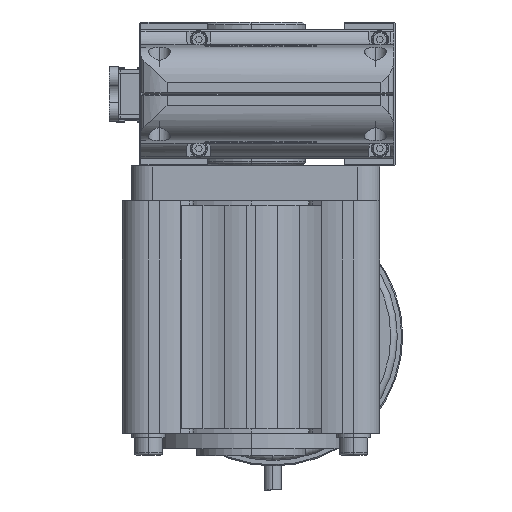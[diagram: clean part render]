
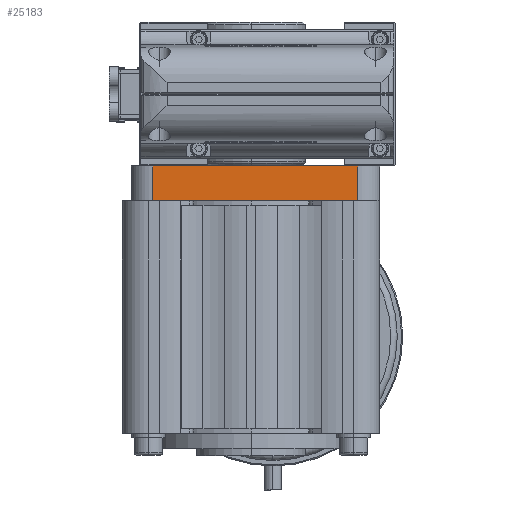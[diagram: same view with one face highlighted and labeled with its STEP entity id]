
A CAD part, left-side view. The second image highlights one B-rep face of the part: STEP entity #25183.
In plain terms, the highlighted planar face has unit normal (-1, 0, 0).
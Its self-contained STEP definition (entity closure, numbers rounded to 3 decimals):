
#290 = LINE ( 'NONE', #54774, #15327 ) ;
#1101 = EDGE_CURVE ( 'NONE', #44235, #32848, #290, .T. ) ;
#1805 = CARTESIAN_POINT ( 'NONE',  ( -73.76, 111., -33. ) ) ;
#1812 = EDGE_CURVE ( 'NONE', #53330, #32848, #38733, .T. ) ;
#1907 = ORIENTED_EDGE ( 'NONE', *, *, #59140, .T. ) ;
#3874 = EDGE_LOOP ( 'NONE', ( #42565, #29166, #1907, #30495 ) ) ;
#5045 = DIRECTION ( 'NONE',  ( 0., 1., 0. ) ) ;
#9248 = AXIS2_PLACEMENT_3D ( 'NONE', #53778, #48042, #5045 ) ;
#11497 = DIRECTION ( 'NONE',  ( 0., 0., -1. ) ) ;
#15327 = VECTOR ( 'NONE', #33263, 1000. ) ;
#15906 = CARTESIAN_POINT ( 'NONE',  ( -73.76, 111., -49. ) ) ;
#21155 = LINE ( 'NONE', #37602, #70596 ) ;
#25183 = ADVANCED_FACE ( 'NONE', ( #54483 ), #25848, .T. ) ;
#25848 = PLANE ( 'NONE',  #9248 ) ;
#29166 = ORIENTED_EDGE ( 'NONE', *, *, #42231, .F. ) ;
#30306 = VECTOR ( 'NONE', #11497, 1000. ) ;
#30495 = ORIENTED_EDGE ( 'NONE', *, *, #1812, .T. ) ;
#31394 = VECTOR ( 'NONE', #42860, 1000. ) ;
#32848 = VERTEX_POINT ( 'NONE', #15906 ) ;
#33263 = DIRECTION ( 'NONE',  ( 0., 1., 0. ) ) ;
#34130 = LINE ( 'NONE', #60676, #31394 ) ;
#37602 = CARTESIAN_POINT ( 'NONE',  ( -73.76, 17., -33. ) ) ;
#38057 = CARTESIAN_POINT ( 'NONE',  ( -73.76, 17., -49. ) ) ;
#38733 = LINE ( 'NONE', #1805, #30306 ) ;
#39709 = VERTEX_POINT ( 'NONE', #54684 ) ;
#42231 = EDGE_CURVE ( 'NONE', #39709, #44235, #34130, .T. ) ;
#42533 = CARTESIAN_POINT ( 'NONE',  ( -73.76, 111., -33. ) ) ;
#42565 = ORIENTED_EDGE ( 'NONE', *, *, #1101, .F. ) ;
#42860 = DIRECTION ( 'NONE',  ( 0., 0., -1. ) ) ;
#44235 = VERTEX_POINT ( 'NONE', #38057 ) ;
#48042 = DIRECTION ( 'NONE',  ( -1., 0., 0. ) ) ;
#53330 = VERTEX_POINT ( 'NONE', #42533 ) ;
#53778 = CARTESIAN_POINT ( 'NONE',  ( -73.76, 17., -33. ) ) ;
#54483 = FACE_OUTER_BOUND ( 'NONE', #3874, .T. ) ;
#54684 = CARTESIAN_POINT ( 'NONE',  ( -73.76, 17., -33. ) ) ;
#54774 = CARTESIAN_POINT ( 'NONE',  ( -73.76, 17., -49. ) ) ;
#59140 = EDGE_CURVE ( 'NONE', #39709, #53330, #21155, .T. ) ;
#59478 = DIRECTION ( 'NONE',  ( 0., 1., 0. ) ) ;
#60676 = CARTESIAN_POINT ( 'NONE',  ( -73.76, 17., -33. ) ) ;
#70596 = VECTOR ( 'NONE', #59478, 1000. ) ;
